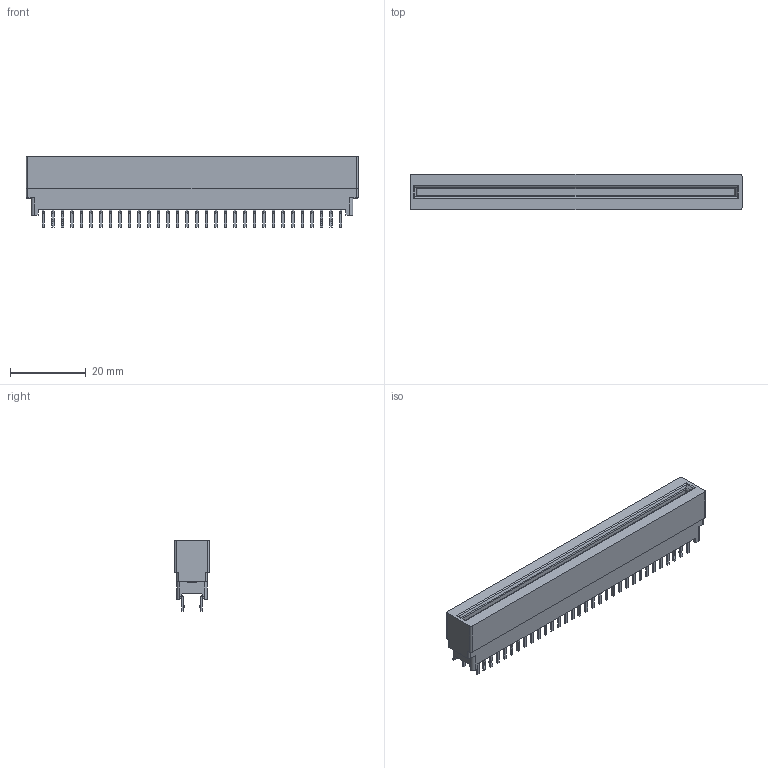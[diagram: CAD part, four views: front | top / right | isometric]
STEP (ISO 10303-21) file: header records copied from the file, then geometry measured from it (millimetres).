
FILE_DESCRIPTION((''),'2;1');
FILE_NAME('PRT0001','2008-05-15T',('WangJu'),('FCI'),'PRO/ENGINEER BY PARAMETRIC TECHNOLOGY CORPORATION, 2006080','PRO/ENGINEER BY PARAMETRIC TECHNOLOGY CORPORATION, 2006080','');
FILE_SCHEMA(('CONFIG_CONTROL_DESIGN'));
Length unit declared in the file: millimetre
Products named in the file (1): PRT0001
Bounding box: 87.86 x 9.35 x 18.68 mm (x, y, z)
Volume: 9673 mm3; surface area: 6212.6 mm2
Topology: 1 solids, 1 shells, 1661 faces, 3547 edges, 1958 vertices
Faces by surface type: plane 1337, cylinder 324
Entity records: 42874 total; most frequent: DIRECTION 7489, CARTESIAN_POINT 7217, ORIENTED_EDGE 7094, EDGE_CURVE 3547, VECTOR 2895, LINE 2895, AXIS2_PLACEMENT_3D 2297, VERTEX_POINT 1958
